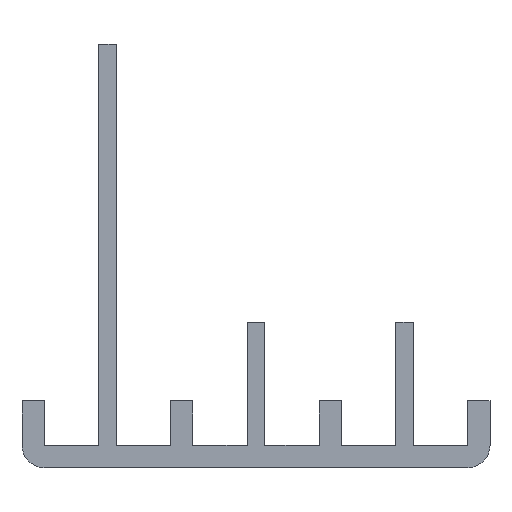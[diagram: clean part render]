
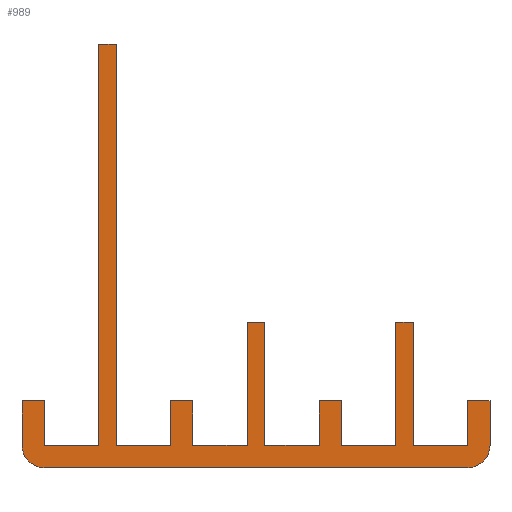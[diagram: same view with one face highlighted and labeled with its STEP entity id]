
A CAD part, top view. The second image highlights one B-rep face of the part: STEP entity #989.
In plain terms, the highlighted planar face has unit normal (0, 0, 1).
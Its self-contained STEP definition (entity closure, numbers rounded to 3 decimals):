
#24 = VERTEX_POINT('',#25);
#25 = CARTESIAN_POINT('',(-14.25,-27.,-0.5));
#31 = EDGE_CURVE('',#24,#32,#34,.T.);
#32 = VERTEX_POINT('',#33);
#33 = CARTESIAN_POINT('',(-14.25,-24.,-0.5));
#34 = LINE('',#35,#36);
#35 = CARTESIAN_POINT('',(-14.25,-27.,-0.5));
#36 = VECTOR('',#37,1.);
#37 = DIRECTION('',(0.,1.,0.));
#62 = EDGE_CURVE('',#32,#63,#65,.T.);
#63 = VERTEX_POINT('',#64);
#64 = CARTESIAN_POINT('',(-15.75,-24.,-0.5));
#65 = LINE('',#66,#67);
#66 = CARTESIAN_POINT('',(-14.25,-24.,-0.5));
#67 = VECTOR('',#68,1.);
#68 = DIRECTION('',(-1.,0.,0.));
#93 = EDGE_CURVE('',#63,#94,#96,.T.);
#94 = VERTEX_POINT('',#95);
#95 = CARTESIAN_POINT('',(-15.75,-27.,-0.5));
#96 = LINE('',#97,#98);
#97 = CARTESIAN_POINT('',(-15.75,-24.,-0.5));
#98 = VECTOR('',#99,1.);
#99 = DIRECTION('',(0.,-1.,0.));
#124 = EDGE_CURVE('',#94,#125,#127,.T.);
#125 = VERTEX_POINT('',#126);
#126 = CARTESIAN_POINT('',(-14.25,-28.5,-0.5));
#127 = CIRCLE('',#128,1.5);
#128 = AXIS2_PLACEMENT_3D('',#129,#130,#131);
#129 = CARTESIAN_POINT('',(-14.25,-27.,-0.5));
#130 = DIRECTION('',(0.,0.,1.));
#131 = DIRECTION('',(1.,0.,0.));
#157 = EDGE_CURVE('',#125,#158,#160,.T.);
#158 = VERTEX_POINT('',#159);
#159 = CARTESIAN_POINT('',(14.25,-28.5,-0.5));
#160 = LINE('',#161,#162);
#161 = CARTESIAN_POINT('',(-14.25,-28.5,-0.5));
#162 = VECTOR('',#163,1.);
#163 = DIRECTION('',(1.,0.,0.));
#188 = EDGE_CURVE('',#158,#189,#191,.T.);
#189 = VERTEX_POINT('',#190);
#190 = CARTESIAN_POINT('',(15.75,-27.,-0.5));
#191 = CIRCLE('',#192,1.5);
#192 = AXIS2_PLACEMENT_3D('',#193,#194,#195);
#193 = CARTESIAN_POINT('',(14.25,-27.,-0.5));
#194 = DIRECTION('',(0.,0.,1.));
#195 = DIRECTION('',(1.,0.,0.));
#221 = EDGE_CURVE('',#189,#222,#224,.T.);
#222 = VERTEX_POINT('',#223);
#223 = CARTESIAN_POINT('',(15.75,-24.,-0.5));
#224 = LINE('',#225,#226);
#225 = CARTESIAN_POINT('',(15.75,-27.,-0.5));
#226 = VECTOR('',#227,1.);
#227 = DIRECTION('',(0.,1.,0.));
#252 = EDGE_CURVE('',#222,#253,#255,.T.);
#253 = VERTEX_POINT('',#254);
#254 = CARTESIAN_POINT('',(14.25,-24.,-0.5));
#255 = LINE('',#256,#257);
#256 = CARTESIAN_POINT('',(15.75,-24.,-0.5));
#257 = VECTOR('',#258,1.);
#258 = DIRECTION('',(-1.,0.,0.));
#283 = EDGE_CURVE('',#253,#284,#286,.T.);
#284 = VERTEX_POINT('',#285);
#285 = CARTESIAN_POINT('',(14.25,-27.,-0.5));
#286 = LINE('',#287,#288);
#287 = CARTESIAN_POINT('',(14.25,-24.,-0.5));
#288 = VECTOR('',#289,1.);
#289 = DIRECTION('',(0.,-1.,0.));
#316 = VERTEX_POINT('',#317);
#317 = CARTESIAN_POINT('',(10.6,-27.,-0.5));
#323 = EDGE_CURVE('',#316,#284,#324,.T.);
#324 = LINE('',#325,#326);
#325 = CARTESIAN_POINT('',(10.6,-27.,-0.5));
#326 = VECTOR('',#327,1.);
#327 = DIRECTION('',(1.,0.,0.));
#347 = VERTEX_POINT('',#348);
#348 = CARTESIAN_POINT('',(10.6,-18.7,-0.5));
#354 = EDGE_CURVE('',#347,#316,#355,.T.);
#355 = LINE('',#356,#357);
#356 = CARTESIAN_POINT('',(10.6,-18.7,-0.5));
#357 = VECTOR('',#358,1.);
#358 = DIRECTION('',(0.,-1.,0.));
#378 = VERTEX_POINT('',#379);
#379 = CARTESIAN_POINT('',(9.4,-18.7,-0.5));
#385 = EDGE_CURVE('',#378,#347,#386,.T.);
#386 = LINE('',#387,#388);
#387 = CARTESIAN_POINT('',(9.4,-18.7,-0.5));
#388 = VECTOR('',#389,1.);
#389 = DIRECTION('',(1.,0.,0.));
#409 = VERTEX_POINT('',#410);
#410 = CARTESIAN_POINT('',(9.4,-27.,-0.5));
#416 = EDGE_CURVE('',#409,#378,#417,.T.);
#417 = LINE('',#418,#419);
#418 = CARTESIAN_POINT('',(9.4,-27.,-0.5));
#419 = VECTOR('',#420,1.);
#420 = DIRECTION('',(0.,1.,0.));
#440 = VERTEX_POINT('',#441);
#441 = CARTESIAN_POINT('',(5.75,-27.,-0.5));
#447 = EDGE_CURVE('',#440,#409,#448,.T.);
#448 = LINE('',#449,#450);
#449 = CARTESIAN_POINT('',(5.75,-27.,-0.5));
#450 = VECTOR('',#451,1.);
#451 = DIRECTION('',(1.,0.,0.));
#469 = EDGE_CURVE('',#440,#470,#472,.T.);
#470 = VERTEX_POINT('',#471);
#471 = CARTESIAN_POINT('',(5.75,-24.,-0.5));
#472 = LINE('',#473,#474);
#473 = CARTESIAN_POINT('',(5.75,-27.,-0.5));
#474 = VECTOR('',#475,1.);
#475 = DIRECTION('',(0.,1.,0.));
#500 = EDGE_CURVE('',#470,#501,#503,.T.);
#501 = VERTEX_POINT('',#502);
#502 = CARTESIAN_POINT('',(4.25,-24.,-0.5));
#503 = LINE('',#504,#505);
#504 = CARTESIAN_POINT('',(5.75,-24.,-0.5));
#505 = VECTOR('',#506,1.);
#506 = DIRECTION('',(-1.,0.,0.));
#531 = EDGE_CURVE('',#501,#532,#534,.T.);
#532 = VERTEX_POINT('',#533);
#533 = CARTESIAN_POINT('',(4.25,-27.,-0.5));
#534 = LINE('',#535,#536);
#535 = CARTESIAN_POINT('',(4.25,-24.,-0.5));
#536 = VECTOR('',#537,1.);
#537 = DIRECTION('',(0.,-1.,0.));
#564 = VERTEX_POINT('',#565);
#565 = CARTESIAN_POINT('',(0.6,-27.,-0.5));
#571 = EDGE_CURVE('',#564,#532,#572,.T.);
#572 = LINE('',#573,#574);
#573 = CARTESIAN_POINT('',(0.6,-27.,-0.5));
#574 = VECTOR('',#575,1.);
#575 = DIRECTION('',(1.,0.,0.));
#593 = EDGE_CURVE('',#564,#594,#596,.T.);
#594 = VERTEX_POINT('',#595);
#595 = CARTESIAN_POINT('',(0.6,-18.7,-0.5));
#596 = LINE('',#597,#598);
#597 = CARTESIAN_POINT('',(0.6,-27.,-0.5));
#598 = VECTOR('',#599,1.);
#599 = DIRECTION('',(0.,1.,0.));
#626 = VERTEX_POINT('',#627);
#627 = CARTESIAN_POINT('',(-0.6,-18.7,-0.5));
#633 = EDGE_CURVE('',#626,#594,#634,.T.);
#634 = LINE('',#635,#636);
#635 = CARTESIAN_POINT('',(-0.6,-18.7,-0.5));
#636 = VECTOR('',#637,1.);
#637 = DIRECTION('',(1.,0.,0.));
#657 = VERTEX_POINT('',#658);
#658 = CARTESIAN_POINT('',(-0.6,-27.,-0.5));
#664 = EDGE_CURVE('',#657,#626,#665,.T.);
#665 = LINE('',#666,#667);
#666 = CARTESIAN_POINT('',(-0.6,-27.,-0.5));
#667 = VECTOR('',#668,1.);
#668 = DIRECTION('',(0.,1.,0.));
#688 = VERTEX_POINT('',#689);
#689 = CARTESIAN_POINT('',(-4.25,-27.,-0.5));
#695 = EDGE_CURVE('',#688,#657,#696,.T.);
#696 = LINE('',#697,#698);
#697 = CARTESIAN_POINT('',(-4.25,-27.,-0.5));
#698 = VECTOR('',#699,1.);
#699 = DIRECTION('',(1.,0.,0.));
#717 = EDGE_CURVE('',#688,#718,#720,.T.);
#718 = VERTEX_POINT('',#719);
#719 = CARTESIAN_POINT('',(-4.25,-24.,-0.5));
#720 = LINE('',#721,#722);
#721 = CARTESIAN_POINT('',(-4.25,-27.,-0.5));
#722 = VECTOR('',#723,1.);
#723 = DIRECTION('',(0.,1.,0.));
#748 = EDGE_CURVE('',#718,#749,#751,.T.);
#749 = VERTEX_POINT('',#750);
#750 = CARTESIAN_POINT('',(-5.75,-24.,-0.5));
#751 = LINE('',#752,#753);
#752 = CARTESIAN_POINT('',(-4.25,-24.,-0.5));
#753 = VECTOR('',#754,1.);
#754 = DIRECTION('',(-1.,0.,0.));
#779 = EDGE_CURVE('',#749,#780,#782,.T.);
#780 = VERTEX_POINT('',#781);
#781 = CARTESIAN_POINT('',(-5.75,-27.,-0.5));
#782 = LINE('',#783,#784);
#783 = CARTESIAN_POINT('',(-5.75,-24.,-0.5));
#784 = VECTOR('',#785,1.);
#785 = DIRECTION('',(0.,-1.,0.));
#812 = VERTEX_POINT('',#813);
#813 = CARTESIAN_POINT('',(-9.4,-27.,-0.5));
#819 = EDGE_CURVE('',#812,#780,#820,.T.);
#820 = LINE('',#821,#822);
#821 = CARTESIAN_POINT('',(-9.4,-27.,-0.5));
#822 = VECTOR('',#823,1.);
#823 = DIRECTION('',(1.,0.,0.));
#843 = VERTEX_POINT('',#844);
#844 = CARTESIAN_POINT('',(-9.4,0.,-0.5));
#850 = EDGE_CURVE('',#843,#812,#851,.T.);
#851 = LINE('',#852,#853);
#852 = CARTESIAN_POINT('',(-9.4,0.,-0.5));
#853 = VECTOR('',#854,1.);
#854 = DIRECTION('',(0.,-1.,0.));
#874 = VERTEX_POINT('',#875);
#875 = CARTESIAN_POINT('',(-10.6,0.,-0.5));
#881 = EDGE_CURVE('',#874,#843,#882,.T.);
#882 = LINE('',#883,#884);
#883 = CARTESIAN_POINT('',(-10.6,0.,-0.5));
#884 = VECTOR('',#885,1.);
#885 = DIRECTION('',(1.,0.,0.));
#905 = VERTEX_POINT('',#906);
#906 = CARTESIAN_POINT('',(-10.6,-27.,-0.5));
#912 = EDGE_CURVE('',#905,#874,#913,.T.);
#913 = LINE('',#914,#915);
#914 = CARTESIAN_POINT('',(-10.6,-27.,-0.5));
#915 = VECTOR('',#916,1.);
#916 = DIRECTION('',(0.,1.,0.));
#934 = EDGE_CURVE('',#24,#905,#935,.T.);
#935 = LINE('',#936,#937);
#936 = CARTESIAN_POINT('',(-14.25,-27.,-0.5));
#937 = VECTOR('',#938,1.);
#938 = DIRECTION('',(1.,0.,0.));
#989 = ADVANCED_FACE('',(#990),#1022,.T.);
#990 = FACE_BOUND('',#991,.T.);
#991 = EDGE_LOOP('',(#992,#993,#994,#995,#996,#997,#998,#999,#1000,#1001
    ,#1002,#1003,#1004,#1005,#1006,#1007,#1008,#1009,#1010,#1011,#1012,
    #1013,#1014,#1015,#1016,#1017,#1018,#1019,#1020,#1021));
#992 = ORIENTED_EDGE('',*,*,#31,.T.);
#993 = ORIENTED_EDGE('',*,*,#62,.T.);
#994 = ORIENTED_EDGE('',*,*,#93,.T.);
#995 = ORIENTED_EDGE('',*,*,#124,.T.);
#996 = ORIENTED_EDGE('',*,*,#157,.T.);
#997 = ORIENTED_EDGE('',*,*,#188,.T.);
#998 = ORIENTED_EDGE('',*,*,#221,.T.);
#999 = ORIENTED_EDGE('',*,*,#252,.T.);
#1000 = ORIENTED_EDGE('',*,*,#283,.T.);
#1001 = ORIENTED_EDGE('',*,*,#323,.F.);
#1002 = ORIENTED_EDGE('',*,*,#354,.F.);
#1003 = ORIENTED_EDGE('',*,*,#385,.F.);
#1004 = ORIENTED_EDGE('',*,*,#416,.F.);
#1005 = ORIENTED_EDGE('',*,*,#447,.F.);
#1006 = ORIENTED_EDGE('',*,*,#469,.T.);
#1007 = ORIENTED_EDGE('',*,*,#500,.T.);
#1008 = ORIENTED_EDGE('',*,*,#531,.T.);
#1009 = ORIENTED_EDGE('',*,*,#571,.F.);
#1010 = ORIENTED_EDGE('',*,*,#593,.T.);
#1011 = ORIENTED_EDGE('',*,*,#633,.F.);
#1012 = ORIENTED_EDGE('',*,*,#664,.F.);
#1013 = ORIENTED_EDGE('',*,*,#695,.F.);
#1014 = ORIENTED_EDGE('',*,*,#717,.T.);
#1015 = ORIENTED_EDGE('',*,*,#748,.T.);
#1016 = ORIENTED_EDGE('',*,*,#779,.T.);
#1017 = ORIENTED_EDGE('',*,*,#819,.F.);
#1018 = ORIENTED_EDGE('',*,*,#850,.F.);
#1019 = ORIENTED_EDGE('',*,*,#881,.F.);
#1020 = ORIENTED_EDGE('',*,*,#912,.F.);
#1021 = ORIENTED_EDGE('',*,*,#934,.F.);
#1022 = PLANE('',#1023);
#1023 = AXIS2_PLACEMENT_3D('',#1024,#1025,#1026);
#1024 = CARTESIAN_POINT('',(-2.127,-21.734,-0.5));
#1025 = DIRECTION('',(0.,0.,1.));
#1026 = DIRECTION('',(1.,0.,0.));
